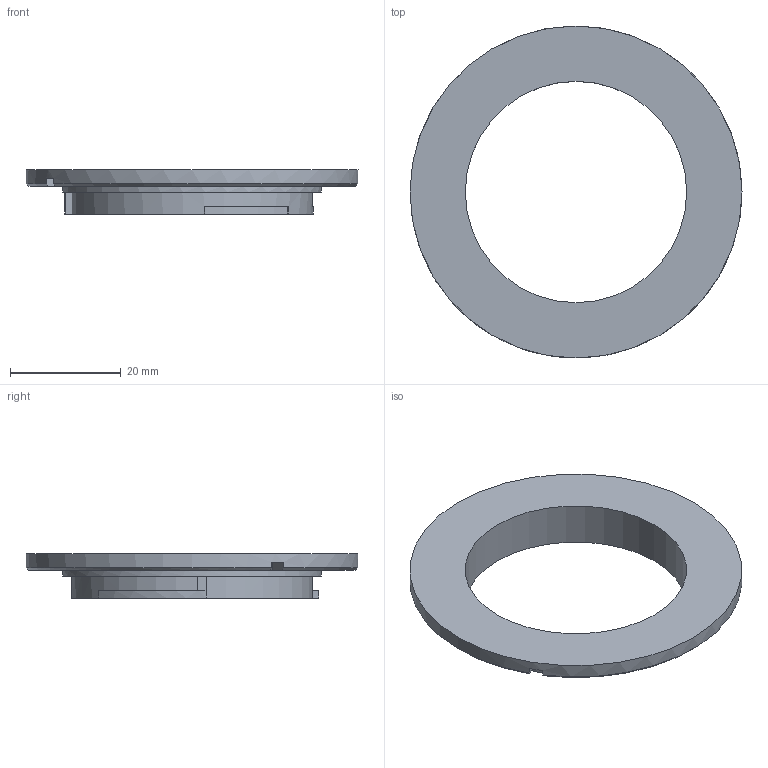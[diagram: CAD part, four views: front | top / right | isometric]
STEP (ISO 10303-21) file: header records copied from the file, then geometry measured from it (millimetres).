
FILE_DESCRIPTION(/* description */ (''),/* implementation_level */ '2;1');
FILE_NAME(/* name */ 'mountLensBase_sonyE',/* time_stamp */ '2023-12-05T18:50:23-05:00',/* author */ ('George Moua'),/* organization */ ('Archive 663'),/* preprocessor_version */ 'ST-DEVELOPER v16.7',/* originating_system */ 'Solid Edge',/* authorisation */ 'Unknown');
FILE_SCHEMA (('AUTOMOTIVE_DESIGN {1 0 10303 214 3 1 1}'));
Length unit declared in the file: millimetre
Products named in the file (3): mountLensBase; mountLensBase_sonyE_oa_0; mountLensBase_sonyE
Assembly tree (2 placements, depth 3):
  mountLensBase
    mountLensBase_sonyE_oa_0
      mountLensBase_sonyE
Bounding box: 60 x 60 x 8 mm (x, y, z)
Volume: 6174.7 mm3; surface area: 5525.4 mm2
Topology: 1 solids, 1 shells, 43 faces, 112 edges, 74 vertices
Faces by surface type: plane 28, cylinder 13, sphere 1, cone 1
Full cylindrical faces by diameter (mm): 40 x1, 46.8 x1, 60 x1
Entity records: 1352 total; most frequent: DIRECTION 230, CARTESIAN_POINT 228, ORIENTED_EDGE 210, EDGE_CURVE 105, AXIS2_PLACEMENT_3D 81, VERTEX_POINT 71, LINE 68, VECTOR 68
